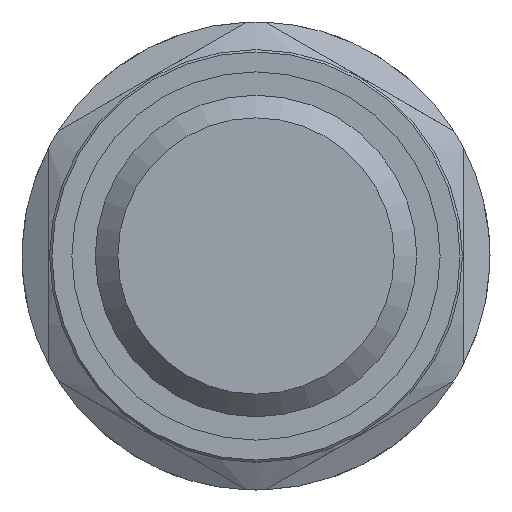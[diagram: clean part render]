
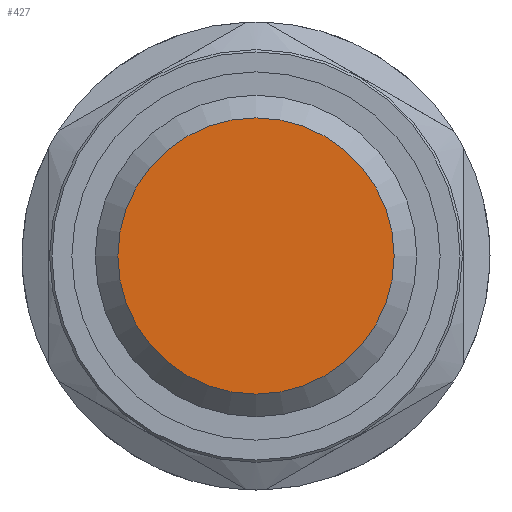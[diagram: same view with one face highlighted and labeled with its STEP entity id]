
A CAD part, left-side view. The second image highlights one B-rep face of the part: STEP entity #427.
In plain terms, the highlighted planar face has unit normal (-1, 0, 0).
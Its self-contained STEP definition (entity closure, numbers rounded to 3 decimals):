
#427 = ADVANCED_FACE( '', ( #933 ), #934, .T. );
#933 = FACE_OUTER_BOUND( '', #1465, .T. );
#934 = PLANE( '', #1466 );
#1465 = EDGE_LOOP( '', ( #2569 ) );
#1466 = AXIS2_PLACEMENT_3D( '', #2570, #2571, #2572 );
#2569 = ORIENTED_EDGE( '', *, *, #2962, .F. );
#2570 = CARTESIAN_POINT( '', ( -81., 0., -25.25 ) );
#2571 = DIRECTION( '', ( -1., 0., 0. ) );
#2572 = DIRECTION( '', ( 0., 0., 1. ) );
#2962 = EDGE_CURVE( '', #3549, #3549, #3550, .T. );
#3549 = VERTEX_POINT( '', #4406 );
#3550 = CIRCLE( '', #4407, 9. );
#4406 = CARTESIAN_POINT( '', ( -81., 0., -9. ) );
#4407 = AXIS2_PLACEMENT_3D( '', #5221, #5222, #5223 );
#5221 = CARTESIAN_POINT( '', ( -81., 0., 0. ) );
#5222 = DIRECTION( '', ( 1., 0., 0. ) );
#5223 = DIRECTION( '', ( 0., 0., -1. ) );
